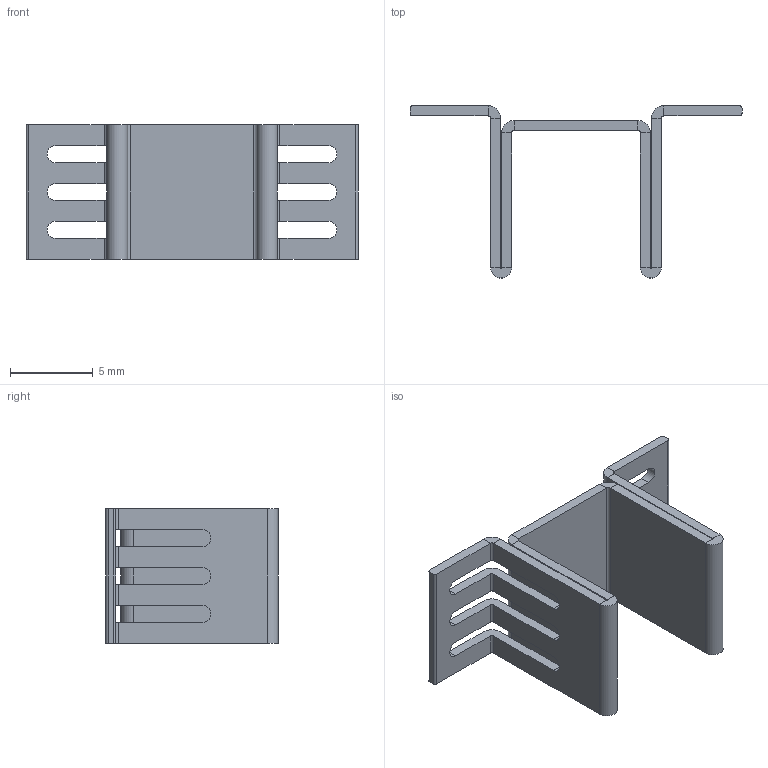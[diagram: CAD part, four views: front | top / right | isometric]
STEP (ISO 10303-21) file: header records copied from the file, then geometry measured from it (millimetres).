
FILE_DESCRIPTION (( 'STEP AP214' ), '1' );
FILE_NAME ('V-1100-SMD_B.STEP', '2022-09-16T02:46:59', ( '' ), ( '' ), 'SwSTEP 2.0', 'SolidWorks 2017', '' );
FILE_SCHEMA (( 'AUTOMOTIVE_DESIGN' ));
Length unit declared in the file: millimetre
Products named in the file (1): V-1100-SMD_B
Bounding box: 20.07 x 10.41 x 8.13 mm (x, y, z)
Volume: 238.9 mm3; surface area: 946.1 mm2
Topology: 1 solids, 1 shells, 100 faces, 282 edges, 172 vertices
Faces by surface type: plane 54, cylinder 46
Entity records: 3252 total; most frequent: DIRECTION 576, ORIENTED_EDGE 564, CARTESIAN_POINT 555, EDGE_CURVE 282, AXIS2_PLACEMENT_3D 193, LINE 190, VECTOR 190, VERTEX_POINT 172
